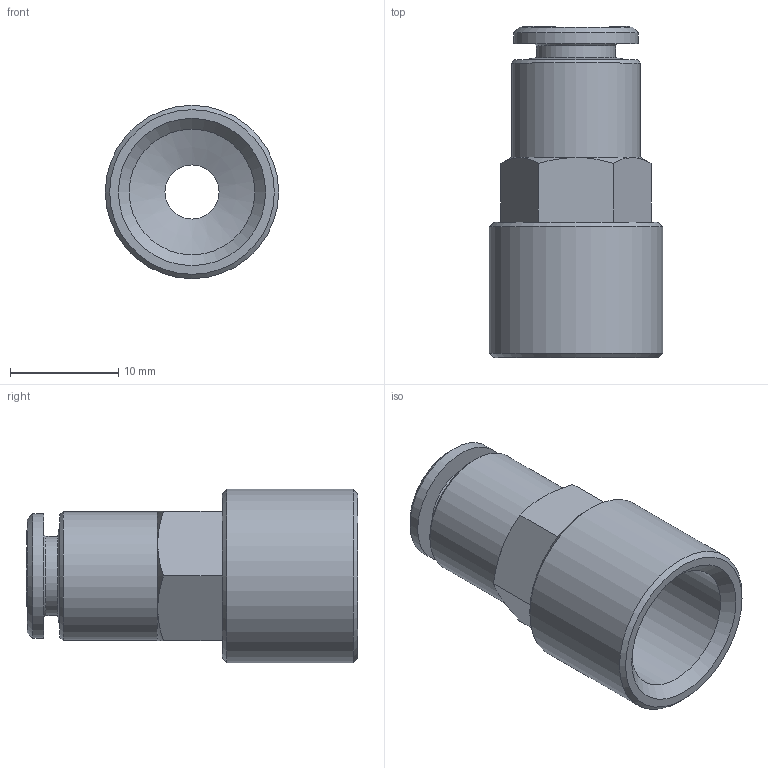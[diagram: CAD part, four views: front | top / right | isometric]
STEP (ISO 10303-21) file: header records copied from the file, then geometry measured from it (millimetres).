
FILE_DESCRIPTION( ( 'STEP AP214' ), '1' );
FILE_NAME( 'psolqas_7792_4.stp', '2020-12-01T16:59:23', ( 'License CC BY-ND 4.0' ), ( 'CADENAS' ), ' ', 'PARTsolutions', ' ' );
FILE_SCHEMA( ( 'AUTOMOTIVE_DESIGN { 1 0 10303 214 1 1 1 1 }' ) );
Length unit declared in the file: metre
Products named in the file (1): Rivoluzione1
Bounding box: 16 x 30.6 x 16 mm (x, y, z)
Volume: 2690.6 mm3; surface area: 2463.1 mm2
Topology: 1 solids, 1 shells, 136 faces, 344 edges, 226 vertices
Faces by surface type: plane 75, bspline 43, cone 11, cylinder 7
Full cylindrical faces by diameter (mm): 5 x1, 6.15 x1, 7.3 x1, 11.5 x1, 11.6 x1, 11.9 x1, 16 x1
Entity records: 7408 total; most frequent: CARTESIAN_POINT 3400, ORIENTED_EDGE 648, DIRECTION 440, EDGE_CURVE 324, VERTEX_POINT 224, LINE 208, VECTOR 208, EDGE_LOOP 172
